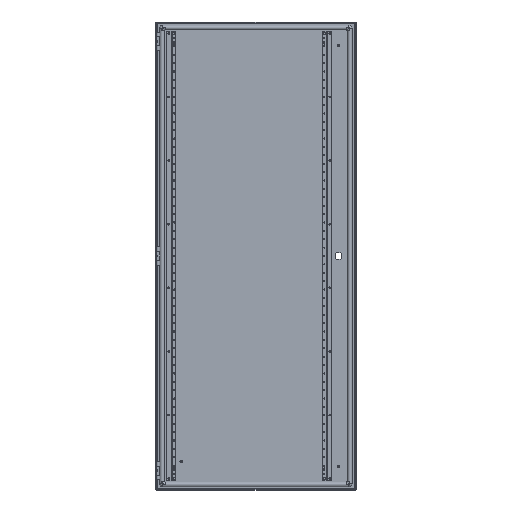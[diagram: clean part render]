
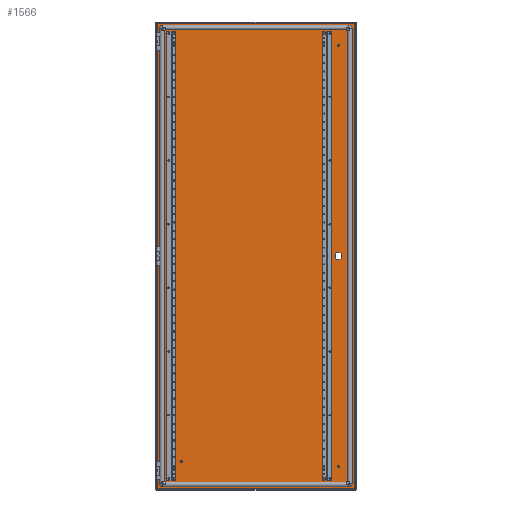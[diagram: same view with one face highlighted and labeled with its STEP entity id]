
A CAD part, top view. The second image highlights one B-rep face of the part: STEP entity #1566.
In plain terms, the highlighted planar face has unit normal (0, 0, 1).
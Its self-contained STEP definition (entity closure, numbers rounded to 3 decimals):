
#748=FACE_BOUND('',#2667,.T.);
#749=FACE_BOUND('',#2668,.T.);
#1566=ADVANCED_FACE('',(#748,#749),#1723,.T.);
#1723=PLANE('',#7666);
#2667=EDGE_LOOP('',(#4573,#4574,#4575,#4576,#4577,#4578,#4579,#4580));
#2668=EDGE_LOOP('',(#4581,#4582,#4583,#4584));
#3095=CIRCLE('',#7662,11.25);
#3096=CIRCLE('',#7663,11.25);
#3097=CIRCLE('',#7664,11.25);
#3098=CIRCLE('',#7665,11.25);
#4573=ORIENTED_EDGE('',*,*,#6155,.F.);
#4574=ORIENTED_EDGE('',*,*,#6156,.F.);
#4575=ORIENTED_EDGE('',*,*,#6157,.F.);
#4576=ORIENTED_EDGE('',*,*,#6158,.F.);
#4577=ORIENTED_EDGE('',*,*,#6159,.F.);
#4578=ORIENTED_EDGE('',*,*,#6160,.F.);
#4579=ORIENTED_EDGE('',*,*,#6161,.F.);
#4580=ORIENTED_EDGE('',*,*,#6162,.F.);
#4581=ORIENTED_EDGE('',*,*,#6163,.F.);
#4582=ORIENTED_EDGE('',*,*,#6164,.F.);
#4583=ORIENTED_EDGE('',*,*,#6165,.F.);
#4584=ORIENTED_EDGE('',*,*,#6166,.F.);
#5370=VERTEX_POINT('',#23398);
#5371=VERTEX_POINT('',#23399);
#5372=VERTEX_POINT('',#23401);
#5373=VERTEX_POINT('',#23403);
#5374=VERTEX_POINT('',#23405);
#5375=VERTEX_POINT('',#23407);
#5376=VERTEX_POINT('',#23409);
#5377=VERTEX_POINT('',#23411);
#5378=VERTEX_POINT('',#23414);
#5379=VERTEX_POINT('',#23415);
#5380=VERTEX_POINT('',#23417);
#5381=VERTEX_POINT('',#23419);
#6155=EDGE_CURVE('',#5370,#5371,#3095,.T.);
#6156=EDGE_CURVE('',#5372,#5370,#6568,.T.);
#6157=EDGE_CURVE('',#5373,#5372,#3096,.T.);
#6158=EDGE_CURVE('',#5374,#5373,#6569,.T.);
#6159=EDGE_CURVE('',#5375,#5374,#3097,.T.);
#6160=EDGE_CURVE('',#5376,#5375,#6570,.T.);
#6161=EDGE_CURVE('',#5377,#5376,#3098,.T.);
#6162=EDGE_CURVE('',#5371,#5377,#6571,.T.);
#6163=EDGE_CURVE('',#5378,#5379,#6572,.T.);
#6164=EDGE_CURVE('',#5380,#5378,#6573,.T.);
#6165=EDGE_CURVE('',#5381,#5380,#6574,.T.);
#6166=EDGE_CURVE('',#5379,#5381,#6575,.T.);
#6568=LINE('',#23400,#6929);
#6569=LINE('',#23404,#6930);
#6570=LINE('',#23408,#6931);
#6571=LINE('',#23412,#6932);
#6572=LINE('',#23413,#6933);
#6573=LINE('',#23416,#6934);
#6574=LINE('',#23418,#6935);
#6575=LINE('',#23420,#6936);
#6929=VECTOR('',#9409,1.);
#6930=VECTOR('',#9412,1.);
#6931=VECTOR('',#9415,1.);
#6932=VECTOR('',#9418,1.);
#6933=VECTOR('',#9419,1.);
#6934=VECTOR('',#9420,1.);
#6935=VECTOR('',#9421,1.);
#6936=VECTOR('',#9422,1.);
#7662=AXIS2_PLACEMENT_3D('',#23397,#9407,#9408);
#7663=AXIS2_PLACEMENT_3D('',#23402,#9410,#9411);
#7664=AXIS2_PLACEMENT_3D('',#23406,#9413,#9414);
#7665=AXIS2_PLACEMENT_3D('',#23410,#9416,#9417);
#7666=AXIS2_PLACEMENT_3D('',#23421,#9423,#9424);
#9407=DIRECTION('',(0.,0.,1.));
#9408=DIRECTION('',(1.,0.,0.));
#9409=DIRECTION('',(-1.,0.,0.));
#9410=DIRECTION('',(0.,0.,1.));
#9411=DIRECTION('',(1.,0.,0.));
#9412=DIRECTION('',(0.,1.,0.));
#9413=DIRECTION('',(0.,0.,1.));
#9414=DIRECTION('',(1.,0.,0.));
#9415=DIRECTION('',(1.,0.,0.));
#9416=DIRECTION('',(0.,0.,1.));
#9417=DIRECTION('',(1.,0.,0.));
#9418=DIRECTION('',(0.,-1.,0.));
#9419=DIRECTION('',(0.,1.,0.));
#9420=DIRECTION('',(-1.,0.,0.));
#9421=DIRECTION('',(0.,-1.,0.));
#9422=DIRECTION('',(1.,0.,0.));
#9423=DIRECTION('',(0.,0.,1.));
#9424=DIRECTION('',(-1.,0.,0.));
#23397=CARTESIAN_POINT('',(245.75,0.,1.5));
#23398=CARTESIAN_POINT('',(241.004,10.2,1.5));
#23399=CARTESIAN_POINT('',(235.55,4.746,1.5));
#23400=CARTESIAN_POINT('',(250.496,10.2,1.5));
#23401=CARTESIAN_POINT('',(250.496,10.2,1.5));
#23402=CARTESIAN_POINT('',(245.75,0.,1.5));
#23403=CARTESIAN_POINT('',(255.95,4.746,1.5));
#23404=CARTESIAN_POINT('',(255.95,-4.746,1.5));
#23405=CARTESIAN_POINT('',(255.95,-4.746,1.5));
#23406=CARTESIAN_POINT('',(245.75,0.,1.5));
#23407=CARTESIAN_POINT('',(250.496,-10.2,1.5));
#23408=CARTESIAN_POINT('',(241.004,-10.2,1.5));
#23409=CARTESIAN_POINT('',(241.004,-10.2,1.5));
#23410=CARTESIAN_POINT('',(245.75,0.,1.5));
#23411=CARTESIAN_POINT('',(235.55,-4.746,1.5));
#23412=CARTESIAN_POINT('',(235.55,4.746,1.5));
#23413=CARTESIAN_POINT('',(-294.75,-695.,1.5));
#23414=CARTESIAN_POINT('',(-294.75,-694.,1.5));
#23415=CARTESIAN_POINT('',(-294.75,694.,1.5));
#23416=CARTESIAN_POINT('',(-295.75,-694.,1.5));
#23417=CARTESIAN_POINT('',(294.75,-694.,1.5));
#23418=CARTESIAN_POINT('',(294.75,-695.,1.5));
#23419=CARTESIAN_POINT('',(294.75,694.,1.5));
#23420=CARTESIAN_POINT('',(-295.75,694.,1.5));
#23421=CARTESIAN_POINT('',(-295.75,-695.,1.5));
